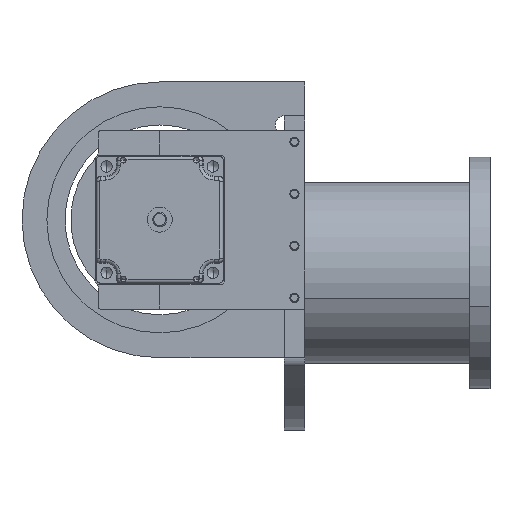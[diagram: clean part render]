
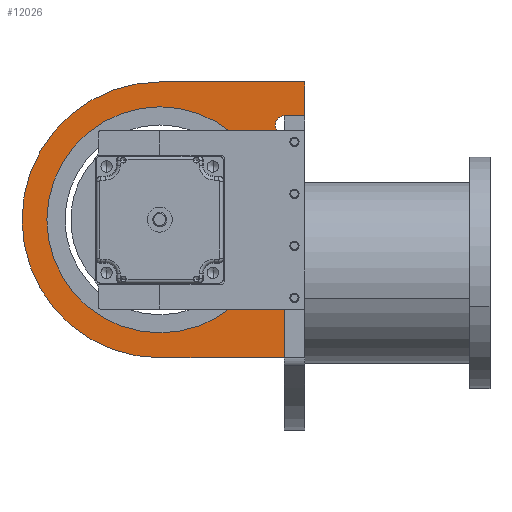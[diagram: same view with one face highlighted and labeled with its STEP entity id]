
A CAD part, left-side view. The second image highlights one B-rep face of the part: STEP entity #12026.
In plain terms, the highlighted planar face has unit normal (-1, 0, 0).
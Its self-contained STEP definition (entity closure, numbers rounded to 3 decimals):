
#48 = DIRECTION ( 'NONE',  ( 0., -1., 0. ) ) ;
#64 = CARTESIAN_POINT ( 'NONE',  ( -520.275, -329.552, -61. ) ) ;
#294 = FACE_OUTER_BOUND ( 'NONE', #23580, .T. ) ;
#861 = CARTESIAN_POINT ( 'NONE',  ( -520.275, -384.552, -72.5 ) ) ;
#1717 = VERTEX_POINT ( 'NONE', #10763 ) ;
#2300 = DIRECTION ( 'NONE',  ( -1., 0., 0. ) ) ;
#2355 = ORIENTED_EDGE ( 'NONE', *, *, #20892, .T. ) ;
#2804 = CARTESIAN_POINT ( 'NONE',  ( -520.275, -393.552, -7.5 ) ) ;
#3127 = EDGE_CURVE ( 'NONE', #21882, #19303, #17141, .T. ) ;
#3136 = CARTESIAN_POINT ( 'NONE',  ( -520.275, -379.542, -61. ) ) ;
#3237 = AXIS2_PLACEMENT_3D ( 'NONE', #20822, #16874, #18584 ) ;
#3870 = DIRECTION ( 'NONE',  ( -1., 0., 0. ) ) ;
#4041 = AXIS2_PLACEMENT_3D ( 'NONE', #64, #2300, #10221 ) ;
#4114 = DIRECTION ( 'NONE',  ( 0., 0., -1. ) ) ;
#4213 = CARTESIAN_POINT ( 'NONE',  ( -520.275, -389.052, -15. ) ) ;
#4334 = LINE ( 'NONE', #4213, #18431 ) ;
#5184 = VECTOR ( 'NONE', #23800, 1000. ) ;
#5237 = DIRECTION ( 'NONE',  ( 0., -1., 0. ) ) ;
#5827 = CARTESIAN_POINT ( 'NONE',  ( -520.275, -331.052, -61. ) ) ;
#6166 = AXIS2_PLACEMENT_3D ( 'NONE', #24176, #14302, #48 ) ;
#6733 = LINE ( 'NONE', #7121, #19610 ) ;
#6822 = ORIENTED_EDGE ( 'NONE', *, *, #9356, .F. ) ;
#7121 = CARTESIAN_POINT ( 'NONE',  ( -520.275, -357.052, -122. ) ) ;
#7458 = LINE ( 'NONE', #15632, #5184 ) ;
#7718 = CARTESIAN_POINT ( 'NONE',  ( -520.275, -279.562, -61. ) ) ;
#7882 = VECTOR ( 'NONE', #14945, 1000. ) ;
#8136 = EDGE_CURVE ( 'NONE', #17012, #1717, #15662, .T. ) ;
#8979 = DIRECTION ( 'NONE',  ( 0., 1., 0. ) ) ;
#9082 = ORIENTED_EDGE ( 'NONE', *, *, #17211, .F. ) ;
#9356 = EDGE_CURVE ( 'NONE', #17012, #19170, #7458, .T. ) ;
#9444 = AXIS2_PLACEMENT_3D ( 'NONE', #15822, #9759, #16222 ) ;
#9537 = VECTOR ( 'NONE', #17071, 1000. ) ;
#9759 = DIRECTION ( 'NONE',  ( 1., 0., 0. ) ) ;
#9923 = PLANE ( 'NONE',  #16360 ) ;
#10221 = DIRECTION ( 'NONE',  ( 0., -1., 0. ) ) ;
#10503 = CARTESIAN_POINT ( 'NONE',  ( -520.275, -393.552, -15. ) ) ;
#10738 = VERTEX_POINT ( 'NONE', #10503 ) ;
#10763 = CARTESIAN_POINT ( 'NONE',  ( -520.275, -268.552, -61. ) ) ;
#11190 = VERTEX_POINT ( 'NONE', #20874 ) ;
#11894 = FACE_BOUND ( 'NONE', #21192, .T. ) ;
#11924 = DIRECTION ( 'NONE',  ( 0., -1., 0. ) ) ;
#11931 = CARTESIAN_POINT ( 'NONE',  ( -520.275, -329.552, 0. ) ) ;
#12026 = ADVANCED_FACE ( 'NONE', ( #294, #11894 ), #9923, .F. ) ;
#12266 = DIRECTION ( 'NONE',  ( 0., -1., 0. ) ) ;
#12599 = VERTEX_POINT ( 'NONE', #3136 ) ;
#12749 = AXIS2_PLACEMENT_3D ( 'NONE', #22721, #3870, #11924 ) ;
#12958 = AXIS2_PLACEMENT_3D ( 'NONE', #25314, #21217, #5237 ) ;
#12964 = CARTESIAN_POINT ( 'NONE',  ( -520.275, -380.552, -19. ) ) ;
#13289 = VERTEX_POINT ( 'NONE', #21010 ) ;
#14302 = DIRECTION ( 'NONE',  ( 1., 0., 0. ) ) ;
#14371 = ORIENTED_EDGE ( 'NONE', *, *, #24760, .F. ) ;
#14945 = DIRECTION ( 'NONE',  ( 0., 0., -1. ) ) ;
#15003 = ORIENTED_EDGE ( 'NONE', *, *, #16634, .T. ) ;
#15632 = CARTESIAN_POINT ( 'NONE',  ( -520.275, -361.552, 0. ) ) ;
#15662 = CIRCLE ( 'NONE', #12749, 61. ) ;
#15822 = CARTESIAN_POINT ( 'NONE',  ( -520.275, -329.552, -61. ) ) ;
#16222 = DIRECTION ( 'NONE',  ( 0., -1., 0. ) ) ;
#16360 = AXIS2_PLACEMENT_3D ( 'NONE', #5827, #19937, #4114 ) ;
#16634 = EDGE_CURVE ( 'NONE', #19303, #10738, #4334, .T. ) ;
#16874 = DIRECTION ( 'NONE',  ( 1., 0., 0. ) ) ;
#17012 = VERTEX_POINT ( 'NONE', #11931 ) ;
#17071 = DIRECTION ( 'NONE',  ( 0., 0., -1. ) ) ;
#17107 = EDGE_CURVE ( 'NONE', #1717, #18695, #17949, .T. ) ;
#17141 = CIRCLE ( 'NONE', #3237, 4. ) ;
#17211 = EDGE_CURVE ( 'NONE', #13289, #11190, #21283, .T. ) ;
#17584 = ORIENTED_EDGE ( 'NONE', *, *, #8136, .T. ) ;
#17585 = CIRCLE ( 'NONE', #12958, 4. ) ;
#17907 = CARTESIAN_POINT ( 'NONE',  ( -520.275, -384.552, -15. ) ) ;
#17949 = CIRCLE ( 'NONE', #4041, 61. ) ;
#17997 = EDGE_CURVE ( 'NONE', #13289, #21882, #17585, .T. ) ;
#18091 = ORIENTED_EDGE ( 'NONE', *, *, #23097, .F. ) ;
#18269 = CARTESIAN_POINT ( 'NONE',  ( -520.275, -329.552, -122. ) ) ;
#18431 = VECTOR ( 'NONE', #12266, 1000. ) ;
#18584 = DIRECTION ( 'NONE',  ( 0., -1., 0. ) ) ;
#18695 = VERTEX_POINT ( 'NONE', #18269 ) ;
#19170 = VERTEX_POINT ( 'NONE', #25321 ) ;
#19303 = VERTEX_POINT ( 'NONE', #17907 ) ;
#19514 = ORIENTED_EDGE ( 'NONE', *, *, #17107, .T. ) ;
#19610 = VECTOR ( 'NONE', #8979, 1000. ) ;
#19937 = DIRECTION ( 'NONE',  ( 1., 0., 0. ) ) ;
#20822 = CARTESIAN_POINT ( 'NONE',  ( -520.275, -384.552, -19. ) ) ;
#20874 = CARTESIAN_POINT ( 'NONE',  ( -520.275, -384.552, -122. ) ) ;
#20892 = EDGE_CURVE ( 'NONE', #12599, #22996, #23342, .T. ) ;
#21010 = CARTESIAN_POINT ( 'NONE',  ( -520.275, -384.552, -23. ) ) ;
#21192 = EDGE_LOOP ( 'NONE', ( #25002, #2355 ) ) ;
#21217 = DIRECTION ( 'NONE',  ( 1., 0., 0. ) ) ;
#21283 = LINE ( 'NONE', #861, #9537 ) ;
#21578 = ORIENTED_EDGE ( 'NONE', *, *, #3127, .T. ) ;
#21882 = VERTEX_POINT ( 'NONE', #12964 ) ;
#22608 = CIRCLE ( 'NONE', #6166, 49.99 ) ;
#22721 = CARTESIAN_POINT ( 'NONE',  ( -520.275, -329.552, -61. ) ) ;
#22892 = ORIENTED_EDGE ( 'NONE', *, *, #17997, .T. ) ;
#22996 = VERTEX_POINT ( 'NONE', #7718 ) ;
#23097 = EDGE_CURVE ( 'NONE', #19170, #10738, #25089, .T. ) ;
#23342 = CIRCLE ( 'NONE', #9444, 49.99 ) ;
#23580 = EDGE_LOOP ( 'NONE', ( #22892, #21578, #15003, #18091, #6822, #17584, #19514, #14371, #9082 ) ) ;
#23800 = DIRECTION ( 'NONE',  ( 0., -1., 0. ) ) ;
#24119 = EDGE_CURVE ( 'NONE', #22996, #12599, #22608, .T. ) ;
#24176 = CARTESIAN_POINT ( 'NONE',  ( -520.275, -329.552, -61. ) ) ;
#24760 = EDGE_CURVE ( 'NONE', #11190, #18695, #6733, .T. ) ;
#25002 = ORIENTED_EDGE ( 'NONE', *, *, #24119, .T. ) ;
#25089 = LINE ( 'NONE', #2804, #7882 ) ;
#25314 = CARTESIAN_POINT ( 'NONE',  ( -520.275, -384.552, -19. ) ) ;
#25321 = CARTESIAN_POINT ( 'NONE',  ( -520.275, -393.552, 0. ) ) ;
